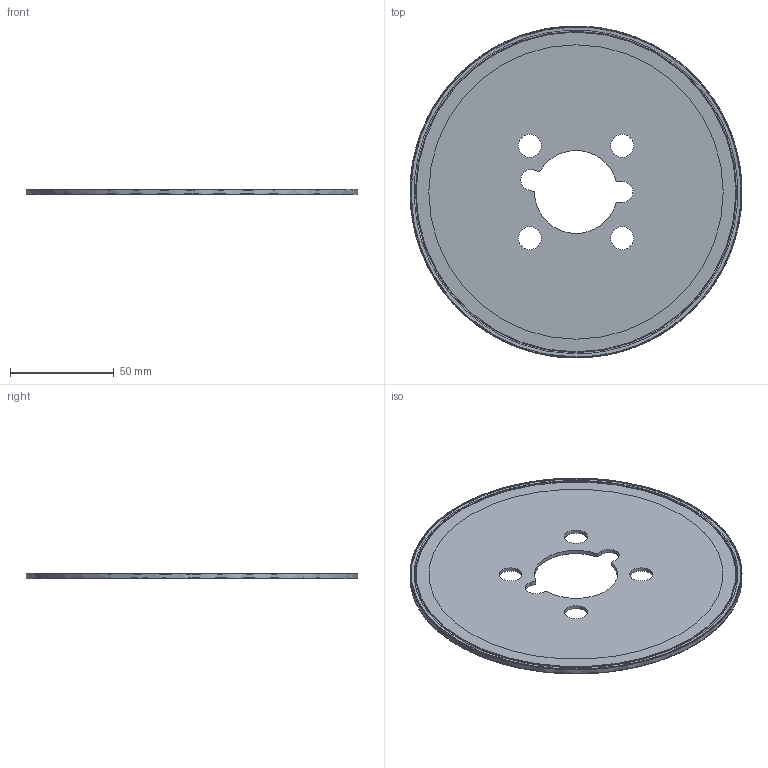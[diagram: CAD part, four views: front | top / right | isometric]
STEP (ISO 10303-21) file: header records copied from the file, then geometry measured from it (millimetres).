
FILE_DESCRIPTION(/* description */ (''),/* implementation_level */ '2;1');
FILE_NAME(/* name */ '335.10-160-02.40-12.stp',/* time_stamp */ '2017-09-14T10:21:08+06:00',/* author */ (''),/* organization */ (''),/* preprocessor_version */ 'ST-DEVELOPER v16',/* originating_system */ 'SIEMENS PLM Software NX 11.0',/* authorisation */ '');
FILE_SCHEMA (('AUTOMOTIVE_DESIGN { 1 0 10303 214 3 1 1 1 }'));
Length unit declared in the file: millimetre
Products named in the file (1): 335.10-160-02.40-12
Bounding box: 159.96 x 159.97 x 2.51 mm (x, y, z)
Volume: 43561.9 mm3; surface area: 48326.5 mm2
Topology: 2 solids, 2 shells, 35 faces, 91 edges, 60 vertices
Faces by surface type: bspline 14, cylinder 10, plane 8, revolution 3
Full cylindrical faces by diameter (mm): 11 x4, 158.8 x1, 159.996 x1
Entity records: 4337 total; most frequent: CARTESIAN_POINT 3614, DIRECTION 123, ORIENTED_EDGE 108, EDGE_LOOP 70, FACE_BOUND 62, EDGE_CURVE 54, AXIS2_PLACEMENT_3D 51, VERTEX_POINT 46
